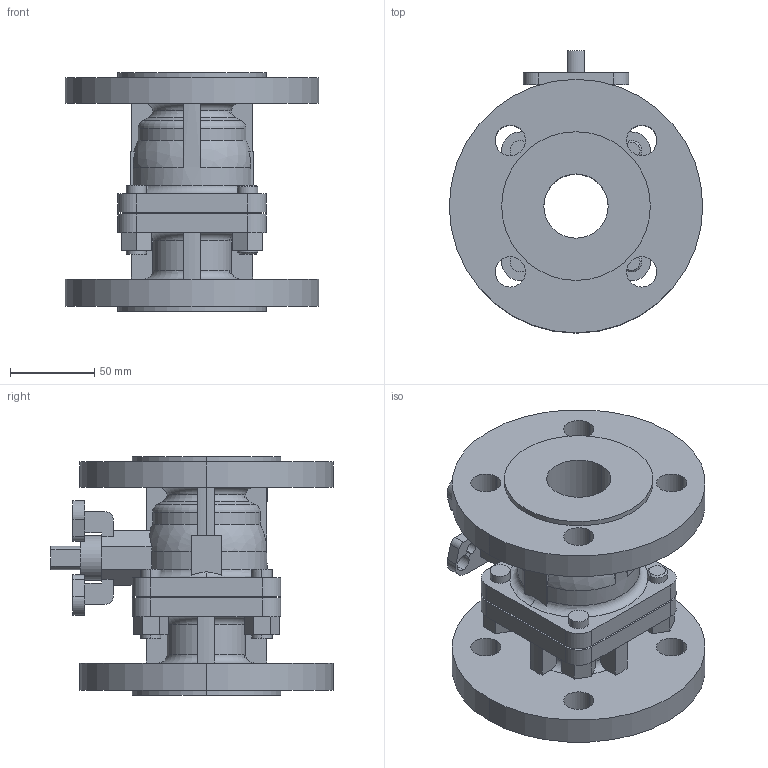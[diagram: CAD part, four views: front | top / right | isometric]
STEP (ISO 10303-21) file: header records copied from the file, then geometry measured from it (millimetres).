
FILE_DESCRIPTION (( 'STEP AP214' ), '1' );
FILE_NAME ('FG-0040-PN10-40.STEP', '2015-07-22T08:40:33', ( '' ), ( '' ), 'SwSTEP 2.0', 'SolidWorks 2015', '' );
FILE_SCHEMA (( 'AUTOMOTIVE_DESIGN' ));
Length unit declared in the file: millimetre
Products named in the file (1): FG-0040-PN10-40
Bounding box: 150 x 167 x 141 mm (x, y, z)
Volume: 888586.2 mm3; surface area: 157385.7 mm2
Topology: 1 solids, 1 shells, 417 faces, 1150 edges, 764 vertices
Faces by surface type: plane 223, cylinder 126, bspline 29, torus 23, cone 12, sphere 4
Entity records: 15652 total; most frequent: CARTESIAN_POINT 4911, ORIENTED_EDGE 2300, DIRECTION 2130, EDGE_CURVE 1150, VERTEX_POINT 764, AXIS2_PLACEMENT_3D 713, VECTOR 704, LINE 704
